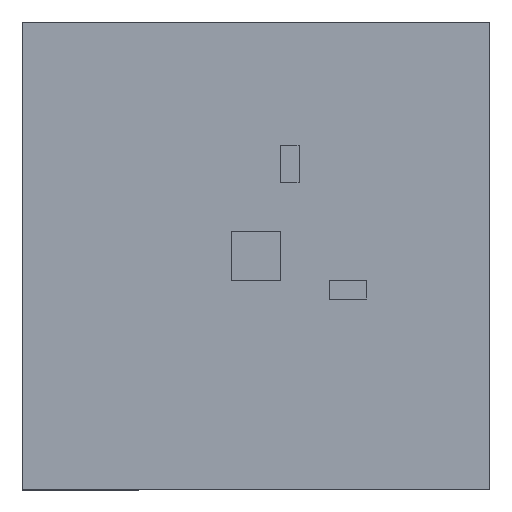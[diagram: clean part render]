
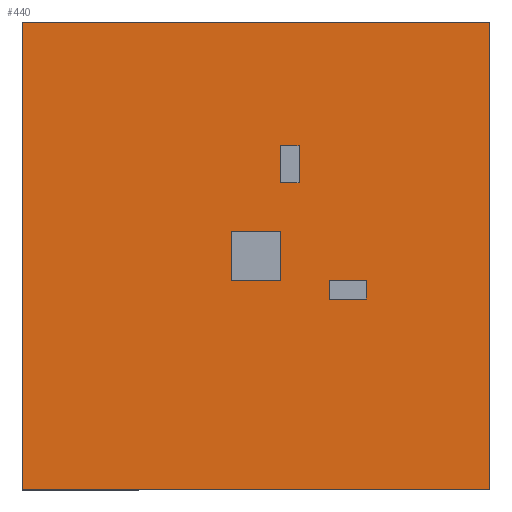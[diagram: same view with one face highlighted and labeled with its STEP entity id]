
A CAD part, top view. The second image highlights one B-rep face of the part: STEP entity #440.
In plain terms, the highlighted planar face has unit normal (0, 0, 1).
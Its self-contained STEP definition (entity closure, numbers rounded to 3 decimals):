
#6 = DIRECTION ( 'NONE',  ( 0., 1., 0. ) ) ;
#12 = CARTESIAN_POINT ( 'NONE',  ( -375., 0., 20. ) ) ;
#13 = CARTESIAN_POINT ( 'NONE',  ( -153., 246., 20. ) ) ;
#16 = CARTESIAN_POINT ( 'NONE',  ( -168., 246., 20. ) ) ;
#18 = VERTEX_POINT ( 'NONE', #659 ) ;
#20 = LINE ( 'NONE', #628, #481 ) ;
#22 = VECTOR ( 'NONE', #577, 1000. ) ;
#23 = VERTEX_POINT ( 'NONE', #27 ) ;
#25 = DIRECTION ( 'NONE',  ( -1., 0., 0. ) ) ;
#27 = CARTESIAN_POINT ( 'NONE',  ( -207.5, 167.5, 20. ) ) ;
#28 = VERTEX_POINT ( 'NONE', #573 ) ;
#31 = LINE ( 'NONE', #12, #636 ) ;
#39 = FACE_BOUND ( 'NONE', #530, .T. ) ;
#44 = VECTOR ( 'NONE', #510, 1000. ) ;
#49 = VERTEX_POINT ( 'NONE', #111 ) ;
#54 = CARTESIAN_POINT ( 'NONE',  ( -375., 375., 20. ) ) ;
#58 = CARTESIAN_POINT ( 'NONE',  ( 0., 0., 20. ) ) ;
#80 = CARTESIAN_POINT ( 'NONE',  ( -375., 0., 20. ) ) ;
#81 = VERTEX_POINT ( 'NONE', #80 ) ;
#82 = EDGE_CURVE ( 'NONE', #169, #81, #31, .T. ) ;
#87 = CARTESIAN_POINT ( 'NONE',  ( 0., 0., 20. ) ) ;
#90 = VECTOR ( 'NONE', #167, 1000. ) ;
#101 = CARTESIAN_POINT ( 'NONE',  ( -129., 168., 20. ) ) ;
#104 = DIRECTION ( 'NONE',  ( 0., 1., 0. ) ) ;
#108 = CARTESIAN_POINT ( 'NONE',  ( 0., 375., 20. ) ) ;
#109 = LINE ( 'NONE', #485, #403 ) ;
#111 = CARTESIAN_POINT ( 'NONE',  ( 0., 0., 20. ) ) ;
#114 = ORIENTED_EDGE ( 'NONE', *, *, #249, .F. ) ;
#117 = ORIENTED_EDGE ( 'NONE', *, *, #362, .F. ) ;
#118 = CARTESIAN_POINT ( 'NONE',  ( -129., 168., 20. ) ) ;
#123 = LINE ( 'NONE', #604, #522 ) ;
#125 = EDGE_CURVE ( 'NONE', #585, #18, #123, .T. ) ;
#127 = VECTOR ( 'NONE', #25, 1000. ) ;
#128 = FACE_BOUND ( 'NONE', #474, .T. ) ;
#141 = VERTEX_POINT ( 'NONE', #486 ) ;
#163 = DIRECTION ( 'NONE',  ( 1., 0., 0. ) ) ;
#165 = EDGE_LOOP ( 'NONE', ( #661, #453, #199, #643 ) ) ;
#167 = DIRECTION ( 'NONE',  ( 0., -1., 0. ) ) ;
#169 = VERTEX_POINT ( 'NONE', #54 ) ;
#170 = CARTESIAN_POINT ( 'NONE',  ( -129., 153., 20. ) ) ;
#172 = DIRECTION ( 'NONE',  ( -1., 0., 0. ) ) ;
#177 = EDGE_CURVE ( 'NONE', #18, #141, #208, .T. ) ;
#182 = CARTESIAN_POINT ( 'NONE',  ( -207.5, 167.5, 20. ) ) ;
#189 = EDGE_CURVE ( 'NONE', #49, #222, #415, .T. ) ;
#191 = ORIENTED_EDGE ( 'NONE', *, *, #246, .F. ) ;
#192 = ORIENTED_EDGE ( 'NONE', *, *, #655, .T. ) ;
#199 = ORIENTED_EDGE ( 'NONE', *, *, #349, .F. ) ;
#206 = VECTOR ( 'NONE', #569, 1000. ) ;
#207 = ORIENTED_EDGE ( 'NONE', *, *, #225, .F. ) ;
#208 = LINE ( 'NONE', #357, #620 ) ;
#219 = VECTOR ( 'NONE', #548, 1000. ) ;
#222 = VERTEX_POINT ( 'NONE', #108 ) ;
#225 = EDGE_CURVE ( 'NONE', #28, #400, #517, .T. ) ;
#242 = PLANE ( 'NONE',  #511 ) ;
#245 = ORIENTED_EDGE ( 'NONE', *, *, #452, .F. ) ;
#246 = EDGE_CURVE ( 'NONE', #605, #310, #356, .T. ) ;
#249 = EDGE_CURVE ( 'NONE', #400, #633, #253, .T. ) ;
#253 = LINE ( 'NONE', #461, #206 ) ;
#267 = DIRECTION ( 'NONE',  ( 1., 0., 0. ) ) ;
#270 = LINE ( 'NONE', #532, #351 ) ;
#271 = CARTESIAN_POINT ( 'NONE',  ( -129., 168., 20. ) ) ;
#277 = CARTESIAN_POINT ( 'NONE',  ( -99., 153., 20. ) ) ;
#280 = ORIENTED_EDGE ( 'NONE', *, *, #82, .T. ) ;
#286 = CARTESIAN_POINT ( 'NONE',  ( -99., 168., 20. ) ) ;
#293 = VERTEX_POINT ( 'NONE', #277 ) ;
#295 = EDGE_CURVE ( 'NONE', #81, #49, #270, .T. ) ;
#297 = EDGE_CURVE ( 'NONE', #477, #605, #635, .T. ) ;
#305 = ORIENTED_EDGE ( 'NONE', *, *, #489, .F. ) ;
#306 = EDGE_CURVE ( 'NONE', #141, #324, #528, .T. ) ;
#310 = VERTEX_POINT ( 'NONE', #170 ) ;
#311 = DIRECTION ( 'NONE',  ( 0., -1., 0. ) ) ;
#321 = CARTESIAN_POINT ( 'NONE',  ( -129., 153., 20. ) ) ;
#324 = VERTEX_POINT ( 'NONE', #13 ) ;
#330 = VECTOR ( 'NONE', #6, 1000. ) ;
#339 = ORIENTED_EDGE ( 'NONE', *, *, #189, .T. ) ;
#345 = DIRECTION ( 'NONE',  ( 1., 0., 0. ) ) ;
#349 = EDGE_CURVE ( 'NONE', #324, #585, #20, .T. ) ;
#351 = VECTOR ( 'NONE', #163, 1000. ) ;
#356 = LINE ( 'NONE', #101, #44 ) ;
#357 = CARTESIAN_POINT ( 'NONE',  ( -168., 276., 20. ) ) ;
#362 = EDGE_CURVE ( 'NONE', #310, #293, #433, .T. ) ;
#364 = DIRECTION ( 'NONE',  ( 0., -1., 0. ) ) ;
#377 = DIRECTION ( 'NONE',  ( 0., 1., 0. ) ) ;
#386 = VECTOR ( 'NONE', #104, 1000. ) ;
#388 = LINE ( 'NONE', #286, #219 ) ;
#398 = EDGE_CURVE ( 'NONE', #633, #23, #424, .T. ) ;
#400 = VERTEX_POINT ( 'NONE', #630 ) ;
#403 = VECTOR ( 'NONE', #172, 1000. ) ;
#415 = LINE ( 'NONE', #58, #386 ) ;
#424 = LINE ( 'NONE', #475, #90 ) ;
#425 = CARTESIAN_POINT ( 'NONE',  ( -207.5, 207.5, 20. ) ) ;
#433 = LINE ( 'NONE', #321, #22 ) ;
#437 = ORIENTED_EDGE ( 'NONE', *, *, #398, .F. ) ;
#440 = ADVANCED_FACE ( 'NONE', ( #597, #128, #39, #641 ), #242, .T. ) ;
#452 = EDGE_CURVE ( 'NONE', #23, #28, #603, .T. ) ;
#453 = ORIENTED_EDGE ( 'NONE', *, *, #125, .F. ) ;
#461 = CARTESIAN_POINT ( 'NONE',  ( -207.5, 207.5, 20. ) ) ;
#474 = EDGE_LOOP ( 'NONE', ( #191, #546, #305, #117 ) ) ;
#475 = CARTESIAN_POINT ( 'NONE',  ( -207.5, 207.5, 20. ) ) ;
#477 = VERTEX_POINT ( 'NONE', #553 ) ;
#481 = VECTOR ( 'NONE', #377, 1000. ) ;
#485 = CARTESIAN_POINT ( 'NONE',  ( 0., 375., 20. ) ) ;
#486 = CARTESIAN_POINT ( 'NONE',  ( -168., 246., 20. ) ) ;
#489 = EDGE_CURVE ( 'NONE', #293, #477, #388, .T. ) ;
#494 = DIRECTION ( 'NONE',  ( 0., 0., 1. ) ) ;
#505 = VECTOR ( 'NONE', #267, 1000. ) ;
#510 = DIRECTION ( 'NONE',  ( 0., -1., 0. ) ) ;
#511 = AXIS2_PLACEMENT_3D ( 'NONE', #87, #494, #345 ) ;
#517 = LINE ( 'NONE', #565, #330 ) ;
#519 = DIRECTION ( 'NONE',  ( -1., 0., 0. ) ) ;
#522 = VECTOR ( 'NONE', #519, 1000. ) ;
#528 = LINE ( 'NONE', #16, #505 ) ;
#530 = EDGE_LOOP ( 'NONE', ( #437, #114, #207, #245 ) ) ;
#532 = CARTESIAN_POINT ( 'NONE',  ( 0., 0., 20. ) ) ;
#534 = ORIENTED_EDGE ( 'NONE', *, *, #295, .T. ) ;
#546 = ORIENTED_EDGE ( 'NONE', *, *, #297, .F. ) ;
#548 = DIRECTION ( 'NONE',  ( 0., 1., 0. ) ) ;
#553 = CARTESIAN_POINT ( 'NONE',  ( -99., 168., 20. ) ) ;
#565 = CARTESIAN_POINT ( 'NONE',  ( -167.5, 207.5, 20. ) ) ;
#567 = VECTOR ( 'NONE', #606, 1000. ) ;
#569 = DIRECTION ( 'NONE',  ( -1., 0., 0. ) ) ;
#570 = CARTESIAN_POINT ( 'NONE',  ( -153., 276., 20. ) ) ;
#573 = CARTESIAN_POINT ( 'NONE',  ( -167.5, 167.5, 20. ) ) ;
#577 = DIRECTION ( 'NONE',  ( 1., 0., 0. ) ) ;
#585 = VERTEX_POINT ( 'NONE', #570 ) ;
#590 = EDGE_LOOP ( 'NONE', ( #339, #192, #280, #534 ) ) ;
#597 = FACE_BOUND ( 'NONE', #165, .T. ) ;
#603 = LINE ( 'NONE', #182, #567 ) ;
#604 = CARTESIAN_POINT ( 'NONE',  ( -168., 276., 20. ) ) ;
#605 = VERTEX_POINT ( 'NONE', #271 ) ;
#606 = DIRECTION ( 'NONE',  ( 1., 0., 0. ) ) ;
#620 = VECTOR ( 'NONE', #364, 1000. ) ;
#628 = CARTESIAN_POINT ( 'NONE',  ( -153., 276., 20. ) ) ;
#630 = CARTESIAN_POINT ( 'NONE',  ( -167.5, 207.5, 20. ) ) ;
#633 = VERTEX_POINT ( 'NONE', #425 ) ;
#635 = LINE ( 'NONE', #118, #127 ) ;
#636 = VECTOR ( 'NONE', #311, 1000. ) ;
#641 = FACE_OUTER_BOUND ( 'NONE', #590, .T. ) ;
#643 = ORIENTED_EDGE ( 'NONE', *, *, #306, .F. ) ;
#655 = EDGE_CURVE ( 'NONE', #222, #169, #109, .T. ) ;
#659 = CARTESIAN_POINT ( 'NONE',  ( -168., 276., 20. ) ) ;
#661 = ORIENTED_EDGE ( 'NONE', *, *, #177, .F. ) ;
